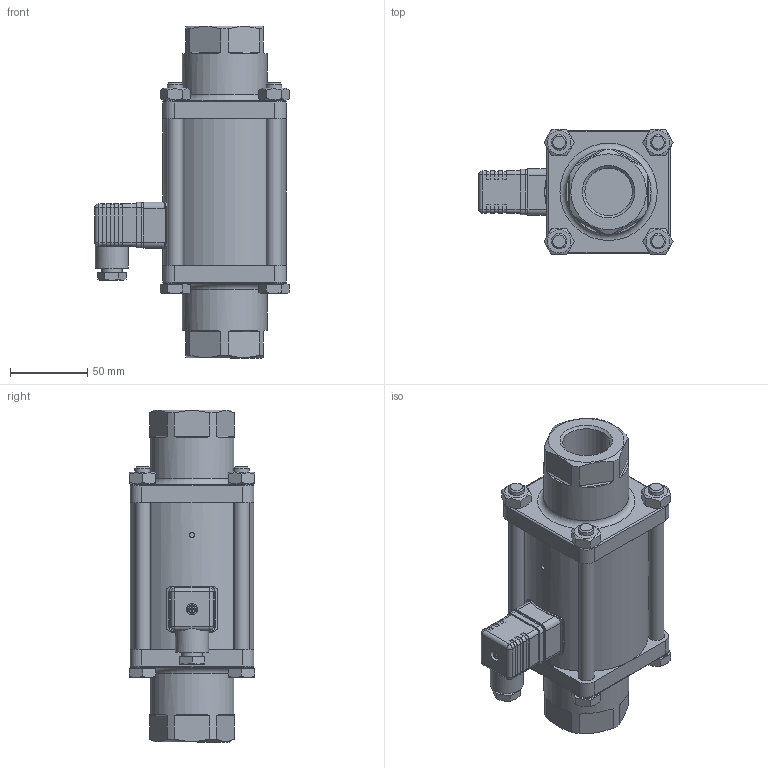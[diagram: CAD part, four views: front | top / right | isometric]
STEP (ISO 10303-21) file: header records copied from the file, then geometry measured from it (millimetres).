
FILE_DESCRIPTION(/* description */ (''),/* implementation_level */ '2;1');
FILE_NAME(/* name */ 'Typ 270 DN20 G1.stp',/* time_stamp */ '2022-08-17T12:47:52+02:00',/* author */ ('dzuern'),/* organization */ (''),/* preprocessor_version */ 'ST-DEVELOPER v18.1',/* originating_system */ 'Autodesk Inventor 2021',/* authorisation */ '');
FILE_SCHEMA (('AUTOMOTIVE_DESIGN { 1 0 10303 214 3 1 1 }'));
Length unit declared in the file: millimetre
Products named in the file (1): BG-92700019_Shrinkwrap_1
Bounding box: 125.82 x 81 x 215 mm (x, y, z)
Volume: 898848.2 mm3; surface area: 97366.4 mm2
Topology: 1 solids, 1 shells, 403 faces, 1020 edges, 646 vertices
Faces by surface type: plane 221, cylinder 95, cone 55, torus 19, bspline 8, sphere 5
Full cylindrical faces by diameter (mm): 2.5 x1, 3 x1, 4 x1, 4.134 x2, 7.2 x1, 10 x8, 10.5 x8, 13.3 x1, 15.6 x4, 21.5 x1, 30.75 x2, 55 x2, 80 x1
Entity records: 13358 total; most frequent: CARTESIAN_POINT 3349, ORIENTED_EDGE 2030, DIRECTION 1984, EDGE_CURVE 1015, AXIS2_PLACEMENT_3D 750, VERTEX_POINT 646, LINE 484, VECTOR 484
